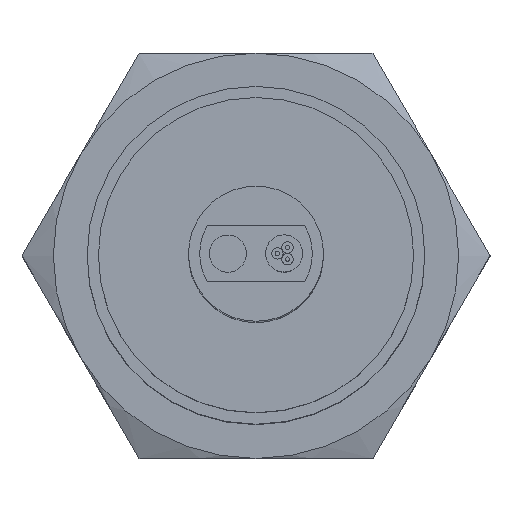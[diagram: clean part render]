
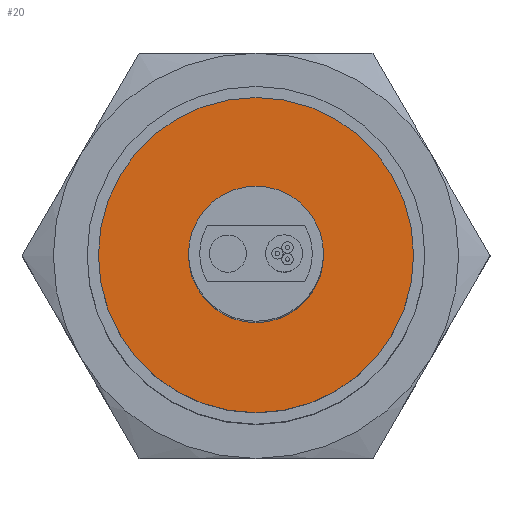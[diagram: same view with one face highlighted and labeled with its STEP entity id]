
A CAD part, top view. The second image highlights one B-rep face of the part: STEP entity #20.
In plain terms, the highlighted face is planar.
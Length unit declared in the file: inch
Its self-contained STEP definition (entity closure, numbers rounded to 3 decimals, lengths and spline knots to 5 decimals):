
#14 = DIRECTION ( 'NONE',  ( -1., 0., 0. ) ) ;
#20 = ADVANCED_FACE ( 'NONE', ( #769, #1279 ), #451, .F. ) ;
#63 = DIRECTION ( 'NONE',  ( 0., 1., 0. ) ) ;
#203 = EDGE_LOOP ( 'NONE', ( #1716 ) ) ;
#205 = VERTEX_POINT ( 'NONE', #1382 ) ;
#329 = AXIS2_PLACEMENT_3D ( 'NONE', #1309, #694, #14 ) ;
#422 = DIRECTION ( 'NONE',  ( -1., 0., 0. ) ) ;
#451 = PLANE ( 'NONE',  #1271 ) ;
#694 = DIRECTION ( 'NONE',  ( 0., -1., 0. ) ) ;
#769 = FACE_OUTER_BOUND ( 'NONE', #203, .T. ) ;
#797 = DIRECTION ( 'NONE',  ( 1., 0., 0. ) ) ;
#884 = EDGE_LOOP ( 'NONE', ( #1212 ) ) ;
#939 = DIRECTION ( 'NONE',  ( 0., 1., 0. ) ) ;
#1030 = CARTESIAN_POINT ( 'NONE',  ( 0., 0.22481, 0. ) ) ;
#1212 = ORIENTED_EDGE ( 'NONE', *, *, #1474, .F. ) ;
#1216 = CIRCLE ( 'NONE', #329, 0.23622 ) ;
#1271 = AXIS2_PLACEMENT_3D ( 'NONE', #1934, #939, #797 ) ;
#1279 = FACE_BOUND ( 'NONE', #884, .T. ) ;
#1309 = CARTESIAN_POINT ( 'NONE',  ( 0., 0.22481, 0. ) ) ;
#1346 = CARTESIAN_POINT ( 'NONE',  ( -0.55118, 0.22481, 0. ) ) ;
#1382 = CARTESIAN_POINT ( 'NONE',  ( -0.23622, 0.22481, 0. ) ) ;
#1474 = EDGE_CURVE ( 'NONE', #205, #205, #1216, .T. ) ;
#1598 = CIRCLE ( 'NONE', #1858, 0.55118 ) ;
#1712 = VERTEX_POINT ( 'NONE', #1346 ) ;
#1716 = ORIENTED_EDGE ( 'NONE', *, *, #1900, .F. ) ;
#1858 = AXIS2_PLACEMENT_3D ( 'NONE', #1030, #63, #422 ) ;
#1900 = EDGE_CURVE ( 'NONE', #1712, #1712, #1598, .T. ) ;
#1934 = CARTESIAN_POINT ( 'NONE',  ( 0., 0.22481, -0.55118 ) ) ;
